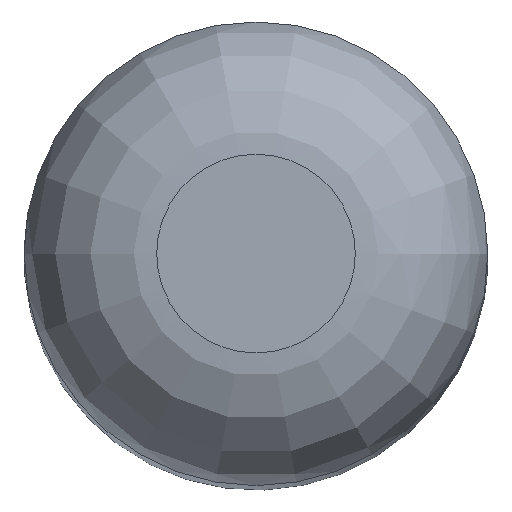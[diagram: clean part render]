
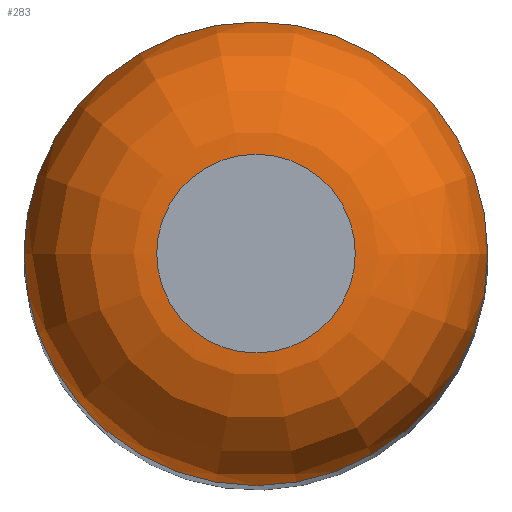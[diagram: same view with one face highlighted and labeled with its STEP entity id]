
A CAD part, top view. The second image highlights one B-rep face of the part: STEP entity #283.
In plain terms, the highlighted face is a revolution surface.
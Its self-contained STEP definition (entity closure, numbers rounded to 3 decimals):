
#24 = VERTEX_POINT('',#25);
#25 = CARTESIAN_POINT('',(1.75,0.,21.));
#32 = CYLINDRICAL_SURFACE('',#33,1.75);
#33 = AXIS2_PLACEMENT_3D('',#34,#35,#36);
#34 = CARTESIAN_POINT('',(0.,0.,0.));
#35 = DIRECTION('',(-0.,-0.,-1.));
#36 = DIRECTION('',(1.,0.,0.));
#51 = EDGE_CURVE('',#24,#24,#52,.T.);
#52 = SURFACE_CURVE('',#53,(#58,#65),.PCURVE_S1.);
#53 = CIRCLE('',#54,1.75);
#54 = AXIS2_PLACEMENT_3D('',#55,#56,#57);
#55 = CARTESIAN_POINT('',(0.,0.,21.));
#56 = DIRECTION('',(0.,0.,1.));
#57 = DIRECTION('',(1.,0.,-0.));
#58 = PCURVE('',#32,#59);
#59 = DEFINITIONAL_REPRESENTATION('',(#60),#64);
#60 = LINE('',#61,#62);
#61 = CARTESIAN_POINT('',(-0.,-21.));
#62 = VECTOR('',#63,1.);
#63 = DIRECTION('',(-1.,0.));
#64 = ( GEOMETRIC_REPRESENTATION_CONTEXT(2) 
PARAMETRIC_REPRESENTATION_CONTEXT() REPRESENTATION_CONTEXT('2D SPACE',''
  ) );
#65 = PCURVE('',#66,#81);
#66 = SURFACE_OF_REVOLUTION('',#67,#78);
#67 = B_SPLINE_CURVE_WITH_KNOTS('',5,(#68,#69,#70,#71,#72,#73,#74,#75,
    #76,#77),.UNSPECIFIED.,.F.,.F.,(6,4,6),(0.,0.785,
    1.571),.UNSPECIFIED.);
#68 = CARTESIAN_POINT('',(1.75,0.,21.));
#69 = CARTESIAN_POINT('',(1.75,0.,21.157));
#70 = CARTESIAN_POINT('',(1.719,0.,21.314));
#71 = CARTESIAN_POINT('',(1.657,0.,21.463));
#72 = CARTESIAN_POINT('',(1.568,0.,21.596));
#73 = CARTESIAN_POINT('',(1.346,0.,21.818));
#74 = CARTESIAN_POINT('',(1.213,0.,21.907));
#75 = CARTESIAN_POINT('',(1.064,0.,21.969));
#76 = CARTESIAN_POINT('',(0.907,0.,22.));
#77 = CARTESIAN_POINT('',(0.75,0.,22.));
#78 = AXIS1_PLACEMENT('',#79,#80);
#79 = CARTESIAN_POINT('',(0.,0.,21.));
#80 = DIRECTION('',(0.,0.,1.));
#81 = DEFINITIONAL_REPRESENTATION('',(#82),#86);
#82 = LINE('',#83,#84);
#83 = CARTESIAN_POINT('',(0.,0.));
#84 = VECTOR('',#85,1.);
#85 = DIRECTION('',(1.,0.));
#86 = ( GEOMETRIC_REPRESENTATION_CONTEXT(2) 
PARAMETRIC_REPRESENTATION_CONTEXT() REPRESENTATION_CONTEXT('2D SPACE',''
  ) );
#283 = ADVANCED_FACE('',(#284),#66,.T.);
#284 = FACE_BOUND('',#285,.T.);
#285 = EDGE_LOOP('',(#286,#308,#309,#310));
#286 = ORIENTED_EDGE('',*,*,#287,.F.);
#287 = EDGE_CURVE('',#24,#288,#290,.T.);
#288 = VERTEX_POINT('',#289);
#289 = CARTESIAN_POINT('',(0.75,0.,22.));
#290 = SEAM_CURVE('',#291,(#296,#302),.PCURVE_S1.);
#291 = CIRCLE('',#292,1.);
#292 = AXIS2_PLACEMENT_3D('',#293,#294,#295);
#293 = CARTESIAN_POINT('',(0.75,0.,21.));
#294 = DIRECTION('',(0.,-1.,0.));
#295 = DIRECTION('',(1.,0.,0.));
#296 = PCURVE('',#66,#297);
#297 = DEFINITIONAL_REPRESENTATION('',(#298),#301);
#298 = B_SPLINE_CURVE_WITH_KNOTS('',1,(#299,#300),.UNSPECIFIED.,.F.,.F.,
  (2,2),(0.,1.571),.PIECEWISE_BEZIER_KNOTS.);
#299 = CARTESIAN_POINT('',(0.,0.));
#300 = CARTESIAN_POINT('',(0.,1.571));
#301 = ( GEOMETRIC_REPRESENTATION_CONTEXT(2) 
PARAMETRIC_REPRESENTATION_CONTEXT() REPRESENTATION_CONTEXT('2D SPACE',''
  ) );
#302 = PCURVE('',#66,#303);
#303 = DEFINITIONAL_REPRESENTATION('',(#304),#307);
#304 = B_SPLINE_CURVE_WITH_KNOTS('',1,(#305,#306),.UNSPECIFIED.,.F.,.F.,
  (2,2),(0.,1.571),.PIECEWISE_BEZIER_KNOTS.);
#305 = CARTESIAN_POINT('',(6.283,0.));
#306 = CARTESIAN_POINT('',(6.283,1.571));
#307 = ( GEOMETRIC_REPRESENTATION_CONTEXT(2) 
PARAMETRIC_REPRESENTATION_CONTEXT() REPRESENTATION_CONTEXT('2D SPACE',''
  ) );
#308 = ORIENTED_EDGE('',*,*,#51,.T.);
#309 = ORIENTED_EDGE('',*,*,#287,.T.);
#310 = ORIENTED_EDGE('',*,*,#311,.F.);
#311 = EDGE_CURVE('',#288,#288,#312,.T.);
#312 = SURFACE_CURVE('',#313,(#318,#325),.PCURVE_S1.);
#313 = CIRCLE('',#314,0.75);
#314 = AXIS2_PLACEMENT_3D('',#315,#316,#317);
#315 = CARTESIAN_POINT('',(0.,0.,22.));
#316 = DIRECTION('',(0.,0.,1.));
#317 = DIRECTION('',(1.,0.,-0.));
#318 = PCURVE('',#66,#319);
#319 = DEFINITIONAL_REPRESENTATION('',(#320),#324);
#320 = LINE('',#321,#322);
#321 = CARTESIAN_POINT('',(0.,1.571));
#322 = VECTOR('',#323,1.);
#323 = DIRECTION('',(1.,0.));
#324 = ( GEOMETRIC_REPRESENTATION_CONTEXT(2) 
PARAMETRIC_REPRESENTATION_CONTEXT() REPRESENTATION_CONTEXT('2D SPACE',''
  ) );
#325 = PCURVE('',#326,#331);
#326 = PLANE('',#327);
#327 = AXIS2_PLACEMENT_3D('',#328,#329,#330);
#328 = CARTESIAN_POINT('',(0.,0.,22.)
  );
#329 = DIRECTION('',(0.,0.,1.));
#330 = DIRECTION('',(1.,0.,-0.));
#331 = DEFINITIONAL_REPRESENTATION('',(#332),#336);
#332 = CIRCLE('',#333,0.75);
#333 = AXIS2_PLACEMENT_2D('',#334,#335);
#334 = CARTESIAN_POINT('',(0.,0.));
#335 = DIRECTION('',(1.,0.));
#336 = ( GEOMETRIC_REPRESENTATION_CONTEXT(2) 
PARAMETRIC_REPRESENTATION_CONTEXT() REPRESENTATION_CONTEXT('2D SPACE',''
  ) );
